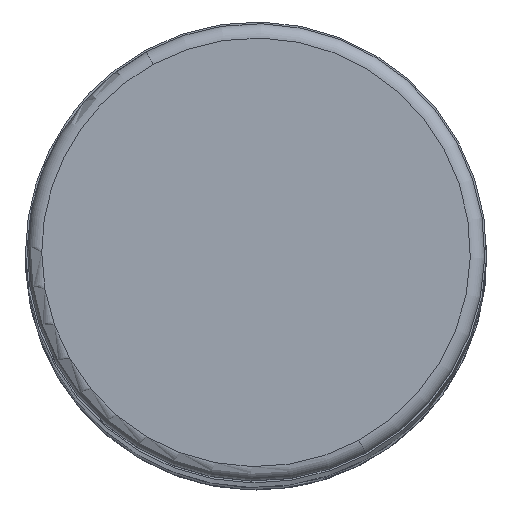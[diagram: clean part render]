
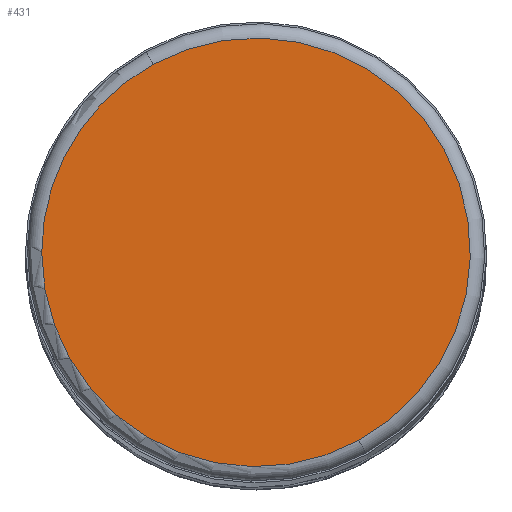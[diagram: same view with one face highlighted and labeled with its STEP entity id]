
A CAD part, top view. The second image highlights one B-rep face of the part: STEP entity #431.
In plain terms, the highlighted planar face has unit normal (0, 0, 1).
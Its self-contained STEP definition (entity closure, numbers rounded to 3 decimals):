
#147=CARTESIAN_POINT('',(0.,0.,300.));
#148=DIRECTION('',(0.,0.,1.));
#149=DIRECTION('',(0.479,-0.878,0.));
#150=AXIS2_PLACEMENT_3D('',#147,#148,#149);
#155=CARTESIAN_POINT('',(0.,0.,300.));
#156=DIRECTION('',(0.,0.,1.));
#157=DIRECTION('',(-1.,0.,0.));
#158=AXIS2_PLACEMENT_3D('',#155,#156,#157);
#163=CARTESIAN_POINT('',(0.,0.,300.));
#164=DIRECTION('',(0.,0.,1.));
#165=DIRECTION('',(-0.479,0.878,0.));
#166=AXIS2_PLACEMENT_3D('',#163,#164,#165);
#365=CARTESIAN_POINT('',(7.131,-13.054,300.));
#366=CARTESIAN_POINT('',(-7.131,13.054,300.));
#367=VERTEX_POINT('',#365);
#368=VERTEX_POINT('',#366);
#373=CARTESIAN_POINT('',(-14.875,0.,300.));
#374=VERTEX_POINT('',#373);
#419=CARTESIAN_POINT('',(0.,0.,300.));
#420=DIRECTION('',(0.,0.,1.));
#421=DIRECTION('',(1.,0.,0.));
#422=AXIS2_PLACEMENT_3D('',#419,#420,#421);
#423=PLANE('',#422);
#424=ORIENTED_EDGE('',*,*,#408,.F.);
#426=ORIENTED_EDGE('',*,*,#425,.F.);
#428=ORIENTED_EDGE('',*,*,#427,.F.);
#429=EDGE_LOOP('',(#424,#426,#428));
#430=FACE_OUTER_BOUND('',#429,.F.);
#431=ADVANCED_FACE('',(#430),#423,.T.);
#151=CIRCLE('',#150,14.875);
#159=CIRCLE('',#158,14.875);
#167=CIRCLE('',#166,14.875);
#408=EDGE_CURVE('',#367,#368,#151,.T.);
#425=EDGE_CURVE('',#374,#367,#159,.T.);
#427=EDGE_CURVE('',#368,#374,#167,.T.);
